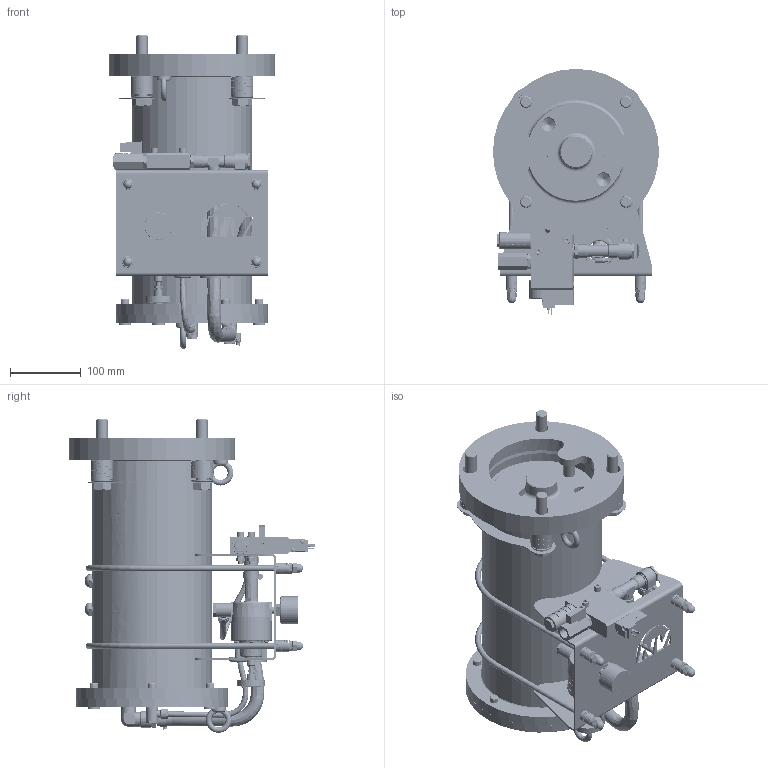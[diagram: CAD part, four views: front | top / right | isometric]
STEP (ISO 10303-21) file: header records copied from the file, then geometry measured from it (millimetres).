
FILE_DESCRIPTION (( 'STEP AP214' ), '1' );
FILE_NAME ('NHK 25 #04425000 mit NBS und Steuereinheit #.STEP', '2016-12-22T12:35:21', ( '' ), ( '' ), 'SwSTEP 2.0', 'SolidWorks 2015', '' );
FILE_SCHEMA (( 'AUTOMOTIVE_DESIGN' ));
Length unit declared in the file: millimetre
Products named in the file (1): NHK 25 #04425000 mit NBS und Steuereinheit #
Bounding box: 235 x 348.21 x 444 mm (x, y, z)
Surface area: 1286528.5 mm2 (no closed solid volume)
Topology: 0 solids, 101 shells, 4486 faces, 11025 edges, 6869 vertices
Faces by surface type: plane 2279, cylinder 1249, cone 674, bspline 159, torus 105, sphere 20
Entity records: 152610 total; most frequent: CARTESIAN_POINT 47085, ORIENTED_EDGE 21920, DIRECTION 20889, EDGE_CURVE 10974, AXIS2_PLACEMENT_3D 7428, VERTEX_POINT 6869, LINE 6033, VECTOR 6033
